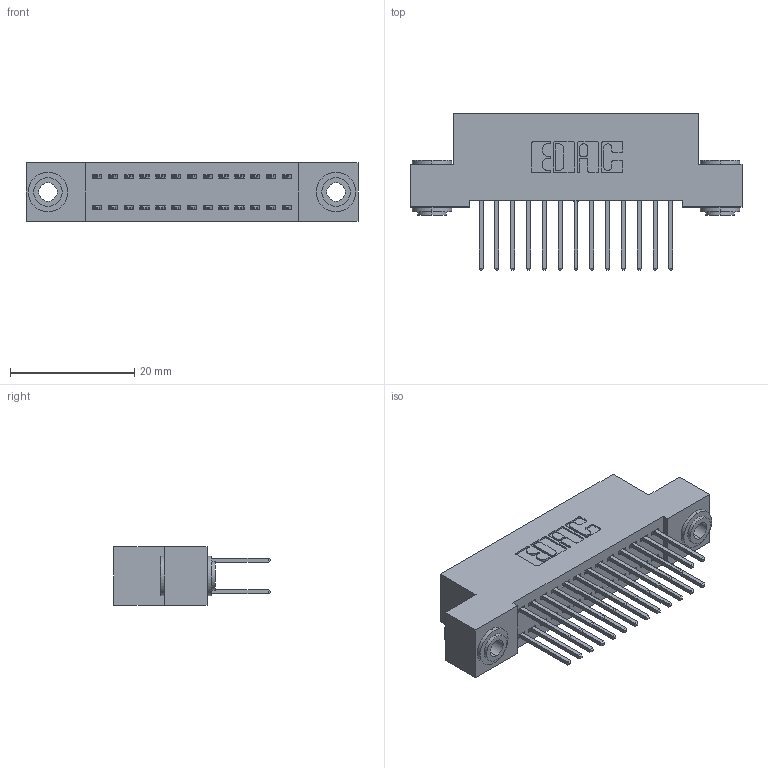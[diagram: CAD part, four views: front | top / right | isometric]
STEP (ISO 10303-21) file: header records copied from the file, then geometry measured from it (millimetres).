
FILE_DESCRIPTION (( 'STEP AP203' ), '1' );
FILE_NAME ('392-026-523-203.STEP', '2019-10-07T11:13:37', ( '' ), ( '' ), 'SwSTEP 2.0', 'SolidWorks 2016', '' );
FILE_SCHEMA (( 'CONFIG_CONTROL_DESIGN' ));
Length unit declared in the file: inch
Products named in the file (4): 342 Part_.156 TH; 345-292-001_345-293-123; 342-250-002_345-250-002-102; 392-026-523-203
Assembly tree (29 placements, depth 2):
  392-026-523-203
    342 Part_.156 TH
    345-292-001_345-293-123  x26
    342-250-002_345-250-002-102  x2
Bounding box: 53.34 x 25.15 x 9.4 mm (x, y, z)
Volume: 4731.4 mm3; surface area: 7427.8 mm2
Topology: 29 solids, 29 shells, 1500 faces, 4405 edges, 2898 vertices
Faces by surface type: plane 1012, cylinder 480, cone 8
Entity records: 12650 total; most frequent: CARTESIAN_POINT 2105, ORIENTED_EDGE 2034, DIRECTION 1883, EDGE_CURVE 1017, LINE 865, VECTOR 865, VERTEX_POINT 674, AXIS2_PLACEMENT_3D 509
